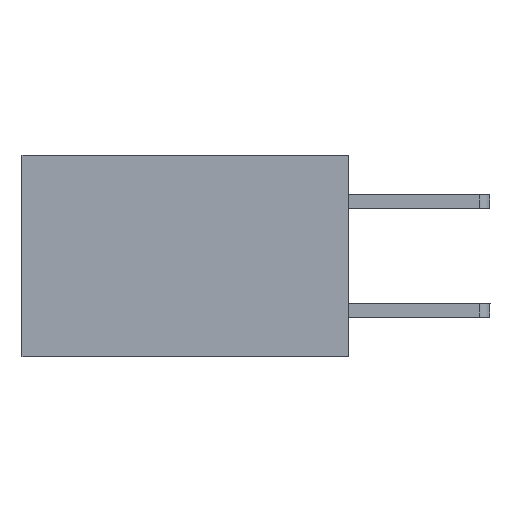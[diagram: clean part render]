
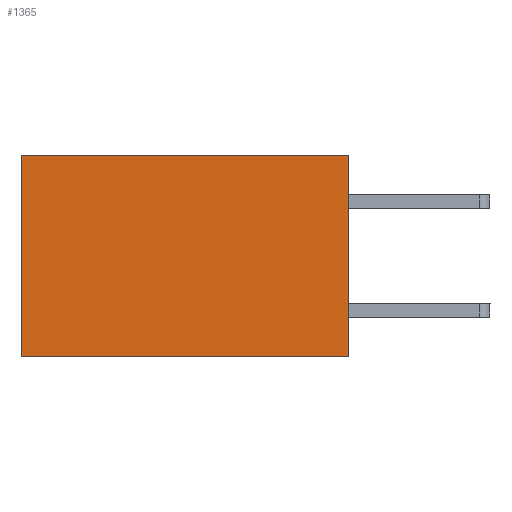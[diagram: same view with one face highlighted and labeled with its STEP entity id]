
A CAD part, left-side view. The second image highlights one B-rep face of the part: STEP entity #1365.
In plain terms, the highlighted planar face has unit normal (-1, 0, 0).
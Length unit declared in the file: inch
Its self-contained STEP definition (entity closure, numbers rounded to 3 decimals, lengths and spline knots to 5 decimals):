
#592 = EDGE_CURVE ( 'NONE', #2702, #8582, #1561, .T. ) ;
#732 = LINE ( 'NONE', #6078, #2767 ) ;
#801 = EDGE_CURVE ( 'NONE', #8829, #5451, #10258, .T. ) ;
#821 = EDGE_CURVE ( 'NONE', #2702, #8829, #1550, .T. ) ;
#1365 = ADVANCED_FACE ( 'NONE', ( #6438 ), #2781, .F. ) ;
#1464 = EDGE_LOOP ( 'NONE', ( #5034, #5394, #7386, #6201 ) ) ;
#1525 = CARTESIAN_POINT ( 'NONE',  ( 0.2615, 0., -0.37 ) ) ;
#1550 = LINE ( 'NONE', #10615, #9815 ) ;
#1561 = LINE ( 'NONE', #6994, #6023 ) ;
#2189 = DIRECTION ( 'NONE',  ( 0., 0., -1. ) ) ;
#2314 = CARTESIAN_POINT ( 'NONE',  ( 0.2615, 0., 0. ) ) ;
#2702 = VERTEX_POINT ( 'NONE', #2314 ) ;
#2767 = VECTOR ( 'NONE', #4478, 39.37008 ) ;
#2781 = PLANE ( 'NONE',  #2825 ) ;
#2825 = AXIS2_PLACEMENT_3D ( 'NONE', #10455, #7647, #10216 ) ;
#3680 = EDGE_CURVE ( 'NONE', #8582, #5451, #732, .T. ) ;
#4478 = DIRECTION ( 'NONE',  ( 0., 0., -1. ) ) ;
#5034 = ORIENTED_EDGE ( 'NONE', *, *, #3680, .T. ) ;
#5394 = ORIENTED_EDGE ( 'NONE', *, *, #801, .F. ) ;
#5451 = VERTEX_POINT ( 'NONE', #6185 ) ;
#6023 = VECTOR ( 'NONE', #6948, 39.37008 ) ;
#6078 = CARTESIAN_POINT ( 'NONE',  ( 0.2615, 0.6, -0.37 ) ) ;
#6185 = CARTESIAN_POINT ( 'NONE',  ( 0.2615, 0.6, -0.37 ) ) ;
#6201 = ORIENTED_EDGE ( 'NONE', *, *, #592, .T. ) ;
#6438 = FACE_OUTER_BOUND ( 'NONE', #1464, .T. ) ;
#6454 = DIRECTION ( 'NONE',  ( 0., 1., 0. ) ) ;
#6497 = CARTESIAN_POINT ( 'NONE',  ( 0.2615, 0., -0.37 ) ) ;
#6948 = DIRECTION ( 'NONE',  ( 0., 1., 0. ) ) ;
#6994 = CARTESIAN_POINT ( 'NONE',  ( 0.2615, 0., 0. ) ) ;
#7386 = ORIENTED_EDGE ( 'NONE', *, *, #821, .F. ) ;
#7647 = DIRECTION ( 'NONE',  ( 1., 0., 0. ) ) ;
#8292 = VECTOR ( 'NONE', #6454, 39.37008 ) ;
#8582 = VERTEX_POINT ( 'NONE', #10170 ) ;
#8829 = VERTEX_POINT ( 'NONE', #6497 ) ;
#9815 = VECTOR ( 'NONE', #2189, 39.37008 ) ;
#10170 = CARTESIAN_POINT ( 'NONE',  ( 0.2615, 0.6, 0. ) ) ;
#10216 = DIRECTION ( 'NONE',  ( 0., 0., -1. ) ) ;
#10258 = LINE ( 'NONE', #1525, #8292 ) ;
#10455 = CARTESIAN_POINT ( 'NONE',  ( 0.2615, 0., -0.37 ) ) ;
#10615 = CARTESIAN_POINT ( 'NONE',  ( 0.2615, 0., -0.37 ) ) ;
